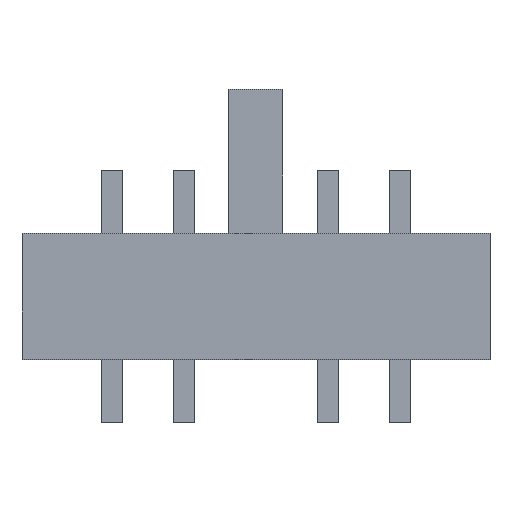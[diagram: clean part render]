
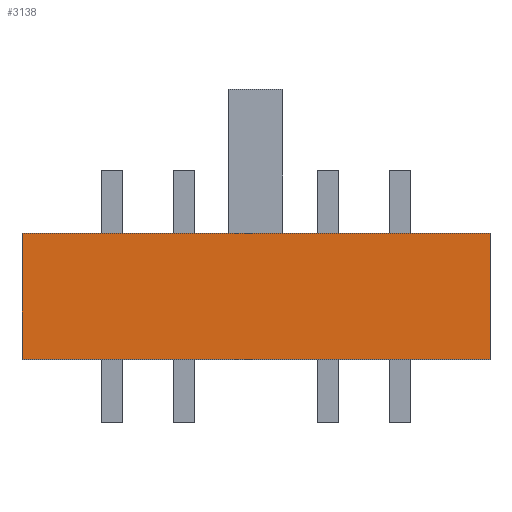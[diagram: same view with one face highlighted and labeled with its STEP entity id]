
A CAD part, top view. The second image highlights one B-rep face of the part: STEP entity #3138.
In plain terms, the highlighted planar face has unit normal (0, 0, 1).
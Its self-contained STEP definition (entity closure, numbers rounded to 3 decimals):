
#2984=CARTESIAN_POINT('',(6.5,1.75,3.6));
#2985=VERTEX_POINT('',#2984);
#2992=CARTESIAN_POINT('',(6.5,-1.75,3.6));
#2993=VERTEX_POINT('',#2992);
#2994=CARTESIAN_POINT('',(6.5,-1.75,3.6));
#2995=DIRECTION('',(0.,1.,0.));
#2996=VECTOR('',#2995,3.5);
#2997=LINE('',#2994,#2996);
#2998=EDGE_CURVE('',#2993,#2985,#2997,.T.);
#3023=CARTESIAN_POINT('',(-6.5,-1.75,3.6));
#3024=VERTEX_POINT('',#3023);
#3025=CARTESIAN_POINT('',(-6.5,-1.75,3.6));
#3026=DIRECTION('',(1.,0.,-0.));
#3027=VECTOR('',#3026,13.);
#3028=LINE('',#3025,#3027);
#3029=EDGE_CURVE('',#3024,#2993,#3028,.T.);
#3054=CARTESIAN_POINT('',(-6.5,1.75,3.6));
#3055=VERTEX_POINT('',#3054);
#3056=CARTESIAN_POINT('',(-6.5,1.75,3.6));
#3057=DIRECTION('',(0.,-1.,0.));
#3058=VECTOR('',#3057,3.5);
#3059=LINE('',#3056,#3058);
#3060=EDGE_CURVE('',#3055,#3024,#3059,.T.);
#3117=CARTESIAN_POINT('',(6.5,1.75,3.6));
#3118=DIRECTION('',(-1.,0.,0.));
#3119=VECTOR('',#3118,13.);
#3120=LINE('',#3117,#3119);
#3121=EDGE_CURVE('',#2985,#3055,#3120,.T.);
#3127=CARTESIAN_POINT('',(-19.6,0.,3.6));
#3128=DIRECTION('',(0.,0.,-1.));
#3129=DIRECTION('',(-1.,0.,0.));
#3130=AXIS2_PLACEMENT_3D('',#3127,#3128,#3129);
#3131=PLANE('',#3130);
#3132=ORIENTED_EDGE('',*,*,#2998,.T.);
#3133=ORIENTED_EDGE('',*,*,#3121,.T.);
#3134=ORIENTED_EDGE('',*,*,#3060,.T.);
#3135=ORIENTED_EDGE('',*,*,#3029,.T.);
#3136=EDGE_LOOP('',(#3132,#3133,#3134,#3135));
#3137=FACE_BOUND('',#3136,.T.);
#3138=ADVANCED_FACE('',(#3137),#3131,.F.);
